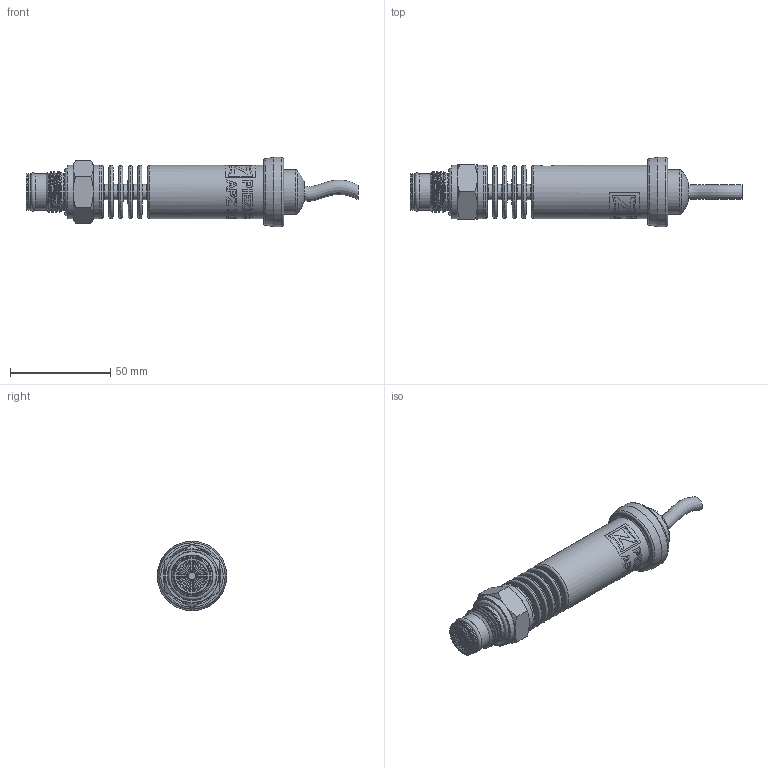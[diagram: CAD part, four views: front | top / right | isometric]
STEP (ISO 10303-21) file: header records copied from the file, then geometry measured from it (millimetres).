
FILE_DESCRIPTION(/* description */ (''),/* implementation_level */ '2;1');
FILE_NAME(/* name */ 'APZ3420m_G1''2DIN-solidflush_radiator_5.step',/* time_stamp */ '2021-07-06T15:56:28+03:00',/* author */ (''),/* organization */ (''),/* preprocessor_version */ 'ST-DEVELOPER v18.1',/* originating_system */ 'Autodesk Translation Framework v10.9.0.1377',/* authorisation */ '');
FILE_SCHEMA (('AUTOMOTIVE_DESIGN { 1 0 10303 214 3 1 1 }'));
Length unit declared in the file: millimetre
Products named in the file (7): АПЗ 3420м заполненная; Stainless steel cable gland assembly; Stainless steel cable gland; Stainless steel cable gland nut; wire; shell radiator; G 1/2 flush diaphragm
Assembly tree (6 placements, depth 3):
  АПЗ 3420м заполненная
    Stainless steel cable gland assembly
      Stainless steel cable gland
      Stainless steel cable gland nut
      wire
    shell radiator
    G 1/2 flush diaphragm
Bounding box: 165.23 x 34.5 x 34.5 mm (x, y, z)
Volume: 64690.4 mm3; surface area: 24992.8 mm2
Topology: 7 solids, 7 shells, 487 faces, 1268 edges, 833 vertices
Faces by surface type: bspline 271, cylinder 76, plane 58, torus 47, cone 34, sphere 1
Full cylindrical faces by diameter (mm): 2 x2, 4 x1, 7.183 x1, 7.2 x1, 7.5 x5, 13 x1, 15 x1, 17.4 x1, 18 x3, 18.4 x1, 18.631 x2, 21.4 x1, 22.3 x2, 22.5 x1, 24 x1, 24.5 x3, 25.132 x4, 25.526 x2, 26.5 x7, 27.208 x3, 27.7 x1, 34.5 x1
Entity records: 24555 total; most frequent: CARTESIAN_POINT 14202, ORIENTED_EDGE 2536, DIRECTION 1351, EDGE_CURVE 1268, VERTEX_POINT 833, B_SPLINE_CURVE_WITH_KNOTS 604, EDGE_LOOP 533, FACE_OUTER_BOUND 487
